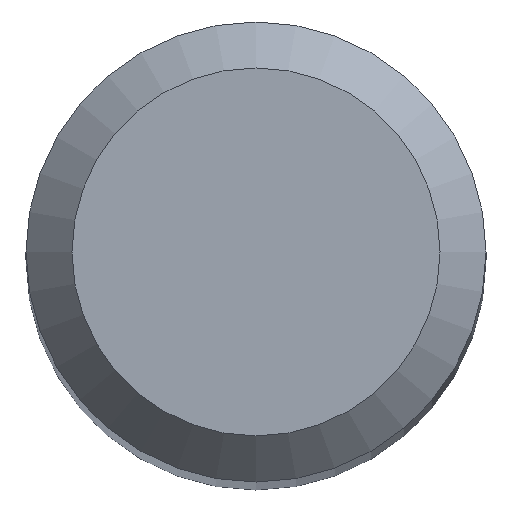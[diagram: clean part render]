
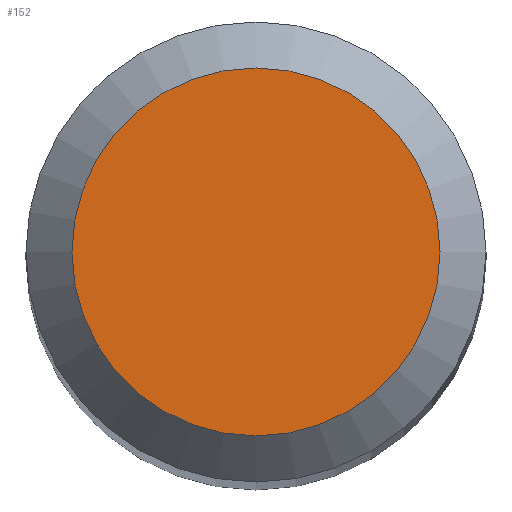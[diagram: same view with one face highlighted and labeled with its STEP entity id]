
A CAD part, top view. The second image highlights one B-rep face of the part: STEP entity #152.
In plain terms, the highlighted planar face has unit normal (0, 0, 1).
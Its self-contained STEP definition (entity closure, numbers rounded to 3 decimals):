
#21 = DIRECTION ( 'NONE',  ( 0., 1., 0. ) ) ;
#31 = VERTEX_POINT ( 'NONE', #182 ) ;
#41 = DIRECTION ( 'NONE',  ( 0., 1., 0. ) ) ;
#60 = DIRECTION ( 'NONE',  ( 0., 0., -1. ) ) ;
#80 = DIRECTION ( 'NONE',  ( 0., 0., -1. ) ) ;
#108 = CARTESIAN_POINT ( 'NONE',  ( 0., 0., 38. ) ) ;
#112 = FACE_OUTER_BOUND ( 'NONE', #239, .T. ) ;
#133 = PLANE ( 'NONE',  #186 ) ;
#137 = EDGE_CURVE ( 'NONE', #31, #31, #144, .T. ) ;
#144 = CIRCLE ( 'NONE', #240, 1.2 ) ;
#152 = ADVANCED_FACE ( 'NONE', ( #112 ), #133, .F. ) ;
#153 = CARTESIAN_POINT ( 'NONE',  ( 0., 0., 38. ) ) ;
#182 = CARTESIAN_POINT ( 'NONE',  ( 0., 1.2, 38. ) ) ;
#186 = AXIS2_PLACEMENT_3D ( 'NONE', #153, #60, #41 ) ;
#216 = ORIENTED_EDGE ( 'NONE', *, *, #137, .F. ) ;
#239 = EDGE_LOOP ( 'NONE', ( #216 ) ) ;
#240 = AXIS2_PLACEMENT_3D ( 'NONE', #108, #80, #21 ) ;
